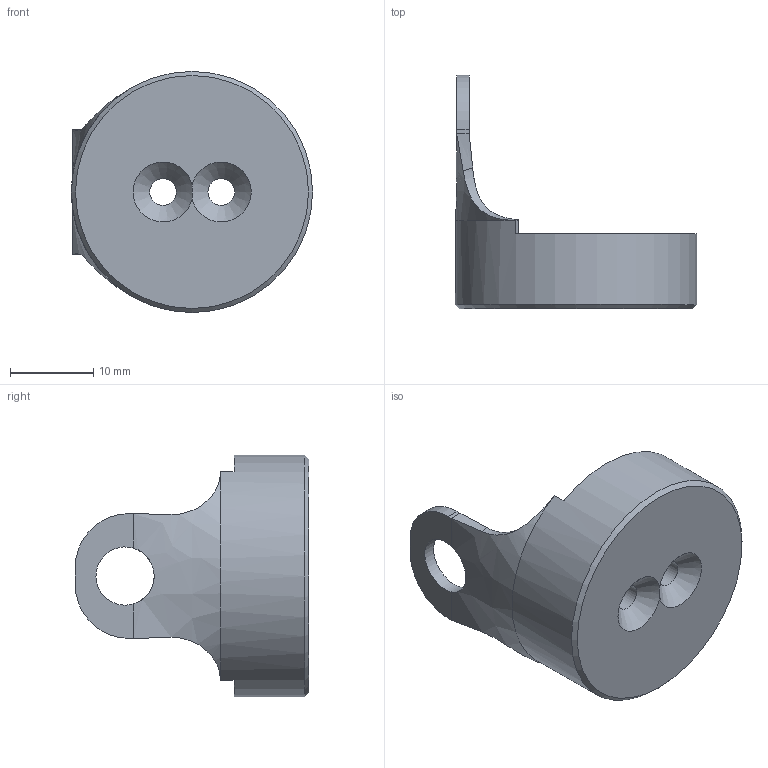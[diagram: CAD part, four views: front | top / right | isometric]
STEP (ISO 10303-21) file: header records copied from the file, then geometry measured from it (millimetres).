
FILE_DESCRIPTION(/* description */ (''),/* implementation_level */ '2;1');
FILE_NAME(/* name */ 'Plastic_Shell.step',/* time_stamp */ '2022-11-20T13:05:09+01:00',/* author */ (''),/* organization */ (''),/* preprocessor_version */ 'ST-DEVELOPER v19.2',/* originating_system */ 'Autodesk Translation Framework v11.17.0.187',/* authorisation */ '');
FILE_SCHEMA (('AUTOMOTIVE_DESIGN { 1 0 10303 214 3 1 1 }'));
Length unit declared in the file: millimetre
Products named in the file (1): Plastic_Shell
Bounding box: 29 x 28.1 x 29 mm (x, y, z)
Volume: 2688.4 mm3; surface area: 4087.4 mm2
Topology: 1 solids, 1 shells, 37 faces, 100 edges, 66 vertices
Faces by surface type: plane 14, cylinder 13, bspline 6, cone 4
Full cylindrical faces by diameter (mm): 3.2 x3, 5.5 x2, 7 x1, 15.5 x1, 27.2 x1, 29 x1
Entity records: 1570 total; most frequent: CARTESIAN_POINT 599, ORIENTED_EDGE 200, DIRECTION 185, EDGE_CURVE 100, AXIS2_PLACEMENT_3D 71, VERTEX_POINT 66, EDGE_LOOP 44, LINE 43
